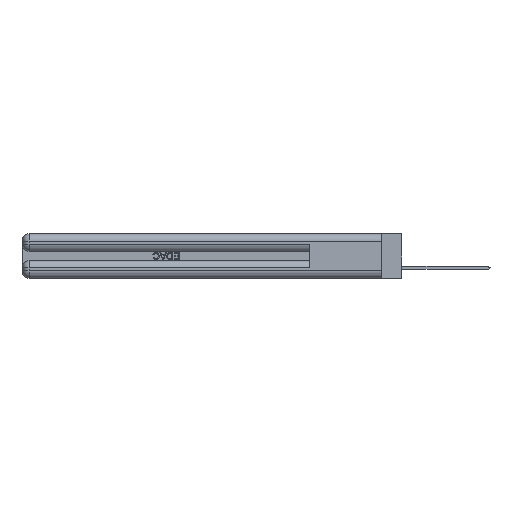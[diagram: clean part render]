
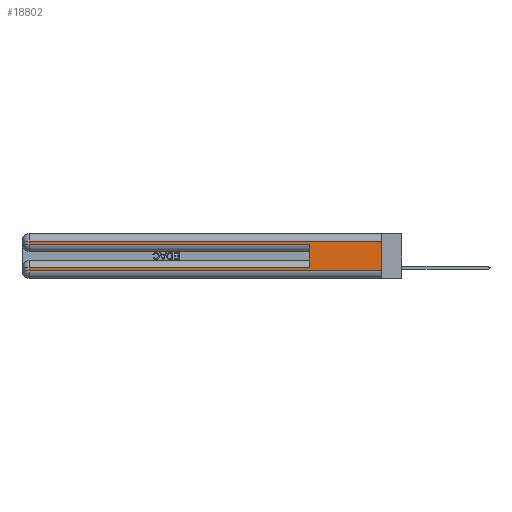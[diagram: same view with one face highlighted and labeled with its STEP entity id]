
A CAD part, left-side view. The second image highlights one B-rep face of the part: STEP entity #18802.
In plain terms, the highlighted planar face has unit normal (-1, 0, 0).
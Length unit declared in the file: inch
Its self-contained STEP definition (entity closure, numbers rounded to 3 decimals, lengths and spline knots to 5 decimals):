
#721 = VERTEX_POINT ( 'NONE', #34119 ) ;
#913 = ORIENTED_EDGE ( 'NONE', *, *, #34392, .T. ) ;
#1324 = ORIENTED_EDGE ( 'NONE', *, *, #21210, .T. ) ;
#1840 = VECTOR ( 'NONE', #49114, 39.37008 ) ;
#3416 = ORIENTED_EDGE ( 'NONE', *, *, #9263, .F. ) ;
#3473 = VERTEX_POINT ( 'NONE', #33030 ) ;
#4015 = LINE ( 'NONE', #7593, #24348 ) ;
#4344 = EDGE_CURVE ( 'NONE', #41829, #54079, #54260, .T. ) ;
#6965 = ORIENTED_EDGE ( 'NONE', *, *, #4344, .T. ) ;
#7015 = DIRECTION ( 'NONE',  ( 0., -1., 0. ) ) ;
#7135 = DIRECTION ( 'NONE',  ( 0., 0., 1. ) ) ;
#7593 = CARTESIAN_POINT ( 'NONE',  ( 0., 0., 0.285 ) ) ;
#8911 = VECTOR ( 'NONE', #19780, 39.37008 ) ;
#9263 = EDGE_CURVE ( 'NONE', #25275, #21607, #47055, .T. ) ;
#9590 = CARTESIAN_POINT ( 'NONE',  ( 0., 0., 0.06 ) ) ;
#10122 = DIRECTION ( 'NONE',  ( 1., 0., 0. ) ) ;
#10711 = CARTESIAN_POINT ( 'NONE',  ( 0., 0.6, 0.285 ) ) ;
#11546 = ORIENTED_EDGE ( 'NONE', *, *, #25988, .F. ) ;
#11747 = VECTOR ( 'NONE', #22148, 39.37008 ) ;
#13114 = ORIENTED_EDGE ( 'NONE', *, *, #48432, .T. ) ;
#15627 = EDGE_CURVE ( 'NONE', #17326, #41829, #21500, .T. ) ;
#17190 = LINE ( 'NONE', #9590, #40184 ) ;
#17326 = VERTEX_POINT ( 'NONE', #44284 ) ;
#18802 = ADVANCED_FACE ( 'NONE', ( #34521 ), #35220, .F. ) ;
#18976 = CARTESIAN_POINT ( 'NONE',  ( 0., 2.94, 0.37 ) ) ;
#19016 = ORIENTED_EDGE ( 'NONE', *, *, #15627, .T. ) ;
#19780 = DIRECTION ( 'NONE',  ( 0., 0., -1. ) ) ;
#21210 = EDGE_CURVE ( 'NONE', #721, #3473, #51330, .T. ) ;
#21500 = LINE ( 'NONE', #25411, #1840 ) ;
#21607 = VERTEX_POINT ( 'NONE', #10711 ) ;
#22060 = LINE ( 'NONE', #38857, #11747 ) ;
#22148 = DIRECTION ( 'NONE',  ( 0., 1., 0. ) ) ;
#23582 = CARTESIAN_POINT ( 'NONE',  ( 0., 0.6, 0.145 ) ) ;
#23833 = DIRECTION ( 'NONE',  ( 0., 0., -1. ) ) ;
#24348 = VECTOR ( 'NONE', #7015, 39.37008 ) ;
#24598 = LINE ( 'NONE', #28330, #26491 ) ;
#25037 = CARTESIAN_POINT ( 'NONE',  ( 0., 2.94, 0.285 ) ) ;
#25275 = VERTEX_POINT ( 'NONE', #41474 ) ;
#25411 = CARTESIAN_POINT ( 'NONE',  ( 0., 0., 0.31 ) ) ;
#25988 = EDGE_CURVE ( 'NONE', #17326, #43343, #24598, .T. ) ;
#26491 = VECTOR ( 'NONE', #53605, 39.37008 ) ;
#26648 = DIRECTION ( 'NONE',  ( 0., 0., -1. ) ) ;
#28330 = CARTESIAN_POINT ( 'NONE',  ( 0., 0., 0.37 ) ) ;
#33030 = CARTESIAN_POINT ( 'NONE',  ( 0., 2.94, 0.06 ) ) ;
#34119 = CARTESIAN_POINT ( 'NONE',  ( 0., 2.94, 0.085 ) ) ;
#34317 = CARTESIAN_POINT ( 'NONE',  ( 0., 0., 0.06 ) ) ;
#34392 = EDGE_CURVE ( 'NONE', #54079, #21607, #4015, .T. ) ;
#34521 = FACE_OUTER_BOUND ( 'NONE', #51397, .T. ) ;
#35220 = PLANE ( 'NONE',  #49467 ) ;
#35614 = ORIENTED_EDGE ( 'NONE', *, *, #47340, .T. ) ;
#35981 = VECTOR ( 'NONE', #7135, 39.37008 ) ;
#38857 = CARTESIAN_POINT ( 'NONE',  ( 0., 0., 0.085 ) ) ;
#39658 = CARTESIAN_POINT ( 'NONE',  ( 0., 0., 0.37 ) ) ;
#40184 = VECTOR ( 'NONE', #47360, 39.37008 ) ;
#41474 = CARTESIAN_POINT ( 'NONE',  ( 0., 0.6, 0.085 ) ) ;
#41829 = VERTEX_POINT ( 'NONE', #43744 ) ;
#43343 = VERTEX_POINT ( 'NONE', #34317 ) ;
#43744 = CARTESIAN_POINT ( 'NONE',  ( 0., 2.94, 0.31 ) ) ;
#44284 = CARTESIAN_POINT ( 'NONE',  ( 0., 0., 0.31 ) ) ;
#47055 = LINE ( 'NONE', #23582, #35981 ) ;
#47340 = EDGE_CURVE ( 'NONE', #25275, #721, #22060, .T. ) ;
#47360 = DIRECTION ( 'NONE',  ( 0., -1., 0. ) ) ;
#48432 = EDGE_CURVE ( 'NONE', #3473, #43343, #17190, .T. ) ;
#49114 = DIRECTION ( 'NONE',  ( 0., 1., 0. ) ) ;
#49461 = VECTOR ( 'NONE', #23833, 39.37008 ) ;
#49467 = AXIS2_PLACEMENT_3D ( 'NONE', #39658, #10122, #26648 ) ;
#49693 = CARTESIAN_POINT ( 'NONE',  ( 0., 2.94, 0.37 ) ) ;
#51330 = LINE ( 'NONE', #49693, #49461 ) ;
#51397 = EDGE_LOOP ( 'NONE', ( #11546, #19016, #6965, #913, #3416, #35614, #1324, #13114 ) ) ;
#53605 = DIRECTION ( 'NONE',  ( 0., 0., -1. ) ) ;
#54079 = VERTEX_POINT ( 'NONE', #25037 ) ;
#54260 = LINE ( 'NONE', #18976, #8911 ) ;
